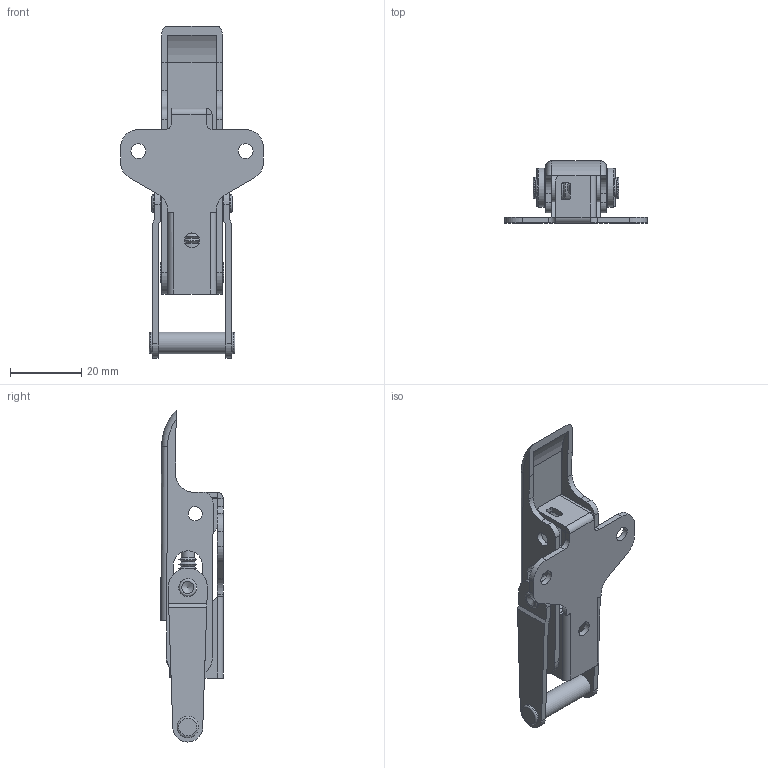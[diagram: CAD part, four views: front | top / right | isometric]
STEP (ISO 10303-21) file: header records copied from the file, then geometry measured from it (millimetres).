
FILE_DESCRIPTION(/* description */ ('STEP AP203'),/* implementation_level */ '2;1');
FILE_NAME(/* name */ 'HL88-YP.stp',/* time_stamp */ '2019-10-08T14:36:51+01:00',/* author */ ('RWilson'),/* organization */ (''),/* preprocessor_version */ 'ST-DEVELOPER v16.13',/* originating_system */ 'Autodesk Inventor 2018',/* authorisation */ '');
FILE_SCHEMA (('AUTOMOTIVE_DESIGN { 1 0 10303 214 3 1 1 }'));
Length unit declared in the file: millimetre
Products named in the file (8): 60-1610_STEP; 655-3; 655BC; 655-6; 1610D; RIVET; 655A; 655-1
Assembly tree (7 placements, depth 2):
  60-1610_STEP
    655-3
    655BC
    655-6
    1610D
    RIVET
    655A
    655-1
Bounding box: 40 x 17.46 x 92.91 mm (x, y, z)
Volume: 10237 mm3; surface area: 13537.8 mm2
Topology: 7 solids, 7 shells, 214 faces, 540 edges, 344 vertices
Faces by surface type: plane 95, cylinder 75, cone 34, torus 8, bspline 2
Full cylindrical faces by diameter (mm): 3.7 x1, 3.9 x1, 4 x4, 4.2 x3, 4.9 x2, 5 x6, 5.6 x2, 6 x5, 8 x2, 9 x1, 10 x1
Entity records: 6587 total; most frequent: CARTESIAN_POINT 1517, DIRECTION 1054, ORIENTED_EDGE 862, EDGE_CURVE 431, AXIS2_PLACEMENT_3D 409, EDGE_LOOP 325, VERTEX_POINT 304, LINE 236
